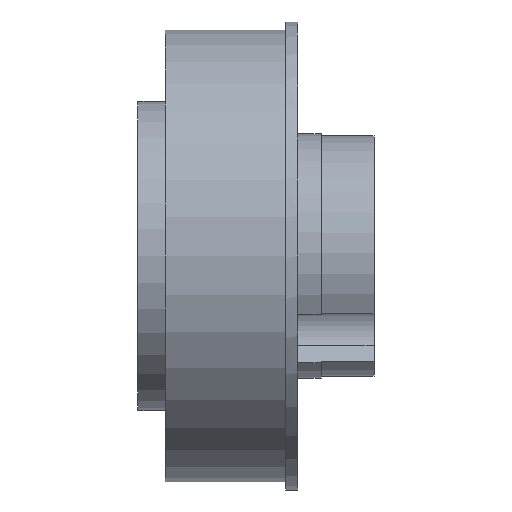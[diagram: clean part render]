
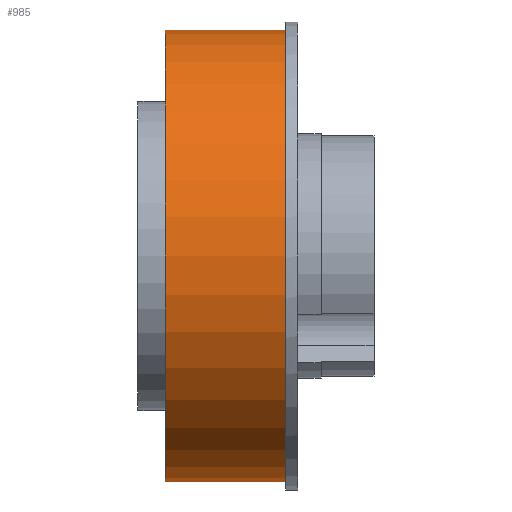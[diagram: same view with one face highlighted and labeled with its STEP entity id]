
A CAD part, front view. The second image highlights one B-rep face of the part: STEP entity #985.
In plain terms, the highlighted cylindrical face has radius 55.5 mm (diameter 111 mm), a partial arc.
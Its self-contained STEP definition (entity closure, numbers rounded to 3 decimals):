
#59=LINE('',#1574,#127);
#63=LINE('',#1582,#131);
#127=VECTOR('',#1251,10.);
#131=VECTOR('',#1257,10.);
#196=CYLINDRICAL_SURFACE('',#1121,55.5);
#282=FACE_OUTER_BOUND('',#368,.T.);
#368=EDGE_LOOP('',(#903,#904,#905,#906));
#419=CIRCLE('',#1101,55.5);
#428=CIRCLE('',#1120,55.5);
#469=VERTEX_POINT('',#1571);
#470=VERTEX_POINT('',#1573);
#472=VERTEX_POINT('',#1579);
#473=VERTEX_POINT('',#1581);
#573=EDGE_CURVE('',#470,#469,#59,.T.);
#577=EDGE_CURVE('',#473,#472,#63,.T.);
#635=EDGE_CURVE('',#473,#469,#419,.T.);
#648=EDGE_CURVE('',#472,#470,#428,.T.);
#903=ORIENTED_EDGE('',*,*,#577,.T.);
#904=ORIENTED_EDGE('',*,*,#648,.T.);
#905=ORIENTED_EDGE('',*,*,#573,.T.);
#906=ORIENTED_EDGE('',*,*,#635,.F.);
#985=ADVANCED_FACE('',(#282),#196,.T.);
#1101=AXIS2_PLACEMENT_3D('',#1703,#1390,#1391);
#1120=AXIS2_PLACEMENT_3D('',#1734,#1432,#1433);
#1121=AXIS2_PLACEMENT_3D('',#1735,#1434,#1435);
#1251=DIRECTION('',(-1.,0.,0.));
#1257=DIRECTION('',(1.,0.,0.));
#1390=DIRECTION('center_axis',(-1.,0.,0.));
#1391=DIRECTION('ref_axis',(0.,0.,1.));
#1432=DIRECTION('center_axis',(-1.,0.,0.));
#1433=DIRECTION('ref_axis',(0.,0.,1.));
#1434=DIRECTION('center_axis',(-1.,0.,0.));
#1435=DIRECTION('ref_axis',(0.,-1.,0.));
#1571=CARTESIAN_POINT('',(-14.75,55.464,2.));
#1573=CARTESIAN_POINT('',(14.75,55.464,2.));
#1574=CARTESIAN_POINT('',(0.,55.464,2.));
#1579=CARTESIAN_POINT('',(14.75,55.464,-2.));
#1581=CARTESIAN_POINT('',(-14.75,55.464,-2.));
#1582=CARTESIAN_POINT('',(0.,55.464,-2.));
#1703=CARTESIAN_POINT('Origin',(-14.75,0.,0.));
#1734=CARTESIAN_POINT('Origin',(14.75,0.,0.));
#1735=CARTESIAN_POINT('Origin',(0.,0.,0.));
